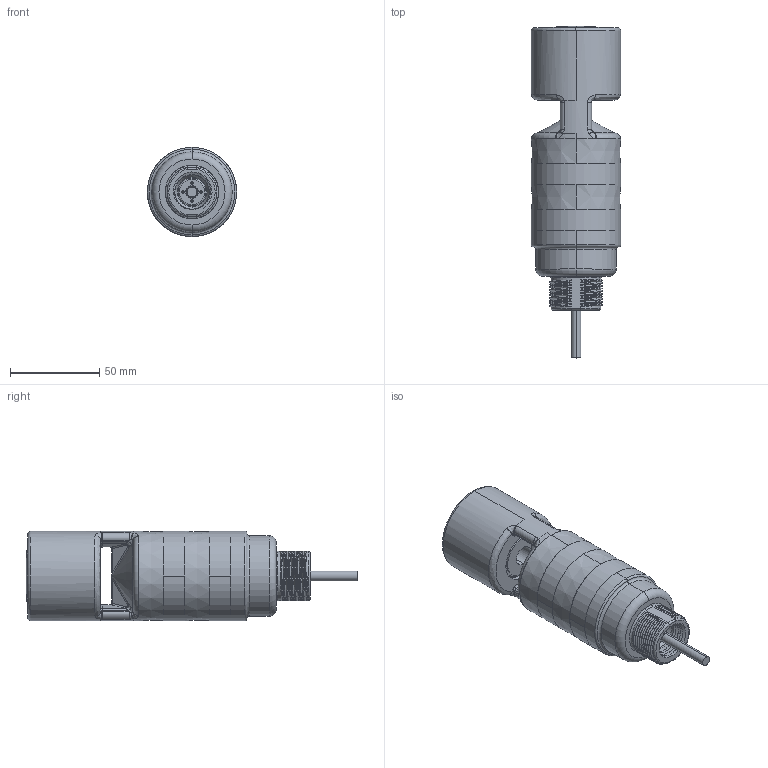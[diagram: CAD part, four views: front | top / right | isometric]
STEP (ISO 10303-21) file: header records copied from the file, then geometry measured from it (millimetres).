
FILE_DESCRIPTION((''),'2;1');
FILE_NAME('169566_SM01_ASM','2025-06-06T16:13:45',('banengservice'),('BANNER ENGINEERING'),'CREO PARAMETRIC BY PTC INC, 2022414','CREO PARAMETRIC BY PTC INC, 2022414','');
FILE_SCHEMA(('CONFIG_CONTROL_DESIGN'));
Length unit declared in the file: millimetre
Products named in the file (2): 169566_EP01; 169566_SM01_ASM
Assembly tree (1 placements, depth 2):
  169566_SM01_ASM
    169566_EP01
Bounding box: 50 x 185.92 x 50 mm (x, y, z)
Volume: 247509.2 mm3; surface area: 34628.4 mm2
Topology: 1 solids, 1 shells, 343 faces, 859 edges, 531 vertices
Faces by surface type: bspline 157, cylinder 113, plane 39, torus 20, cone 12, sphere 2
Entity records: 23582 total; most frequent: CARTESIAN_POINT 16557, ORIENTED_EDGE 1714, DIRECTION 1036, EDGE_CURVE 857, VERTEX_POINT 531, B_SPLINE_CURVE_WITH_KNOTS 407, AXIS2_PLACEMENT_3D 397, EDGE_LOOP 360
